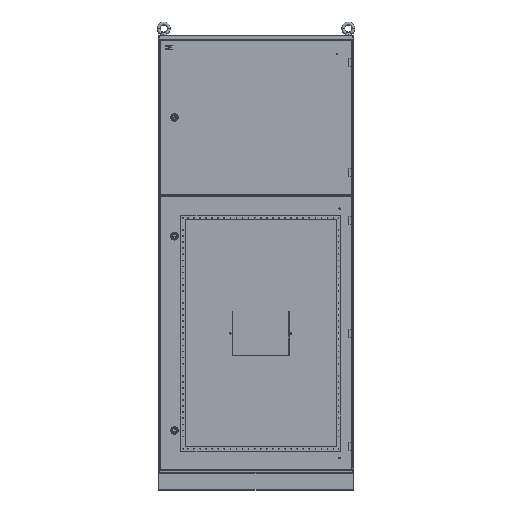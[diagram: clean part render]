
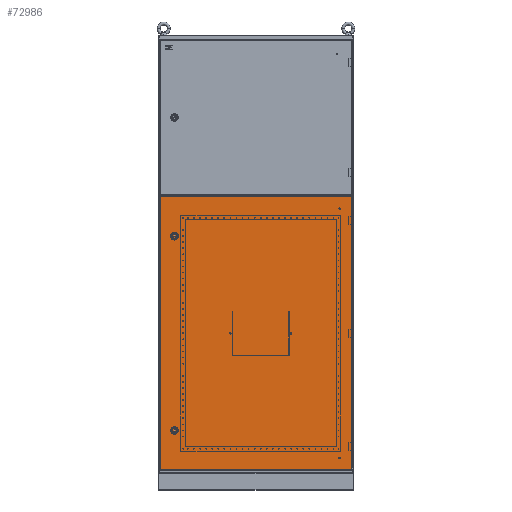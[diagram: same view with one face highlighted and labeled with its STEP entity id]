
A CAD part, top view. The second image highlights one B-rep face of the part: STEP entity #72986.
In plain terms, the highlighted planar face has unit normal (0, 0, 1).
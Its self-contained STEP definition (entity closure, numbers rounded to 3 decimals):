
#2863 = CIRCLE ( 'NONE', #9123, 1.5 ) ;
#3494 = VERTEX_POINT ( 'NONE', #48776 ) ;
#4302 = CARTESIAN_POINT ( 'NONE',  ( 0., 563.5, 0. ) ) ;
#4574 = DIRECTION ( 'NONE',  ( 1., 0., 0. ) ) ;
#5105 = VERTEX_POINT ( 'NONE', #29326 ) ;
#6424 = EDGE_CURVE ( 'NONE', #11898, #45260, #34177, .T. ) ;
#8633 = EDGE_CURVE ( 'NONE', #3494, #73922, #2863, .T. ) ;
#9123 = AXIS2_PLACEMENT_3D ( 'NONE', #11422, #11246, #10950 ) ;
#9409 = LINE ( 'NONE', #48059, #82041 ) ;
#10950 = DIRECTION ( 'NONE',  ( -1., 0., 0. ) ) ;
#11246 = DIRECTION ( 'NONE',  ( 0., 0., 1. ) ) ;
#11422 = CARTESIAN_POINT ( 'NONE',  ( 60., -400., 0. ) ) ;
#11494 = DIRECTION ( 'NONE',  ( -1., 0., 0. ) ) ;
#11664 = VECTOR ( 'NONE', #11494, 1000. ) ;
#11898 = VERTEX_POINT ( 'NONE', #45946 ) ;
#15707 = AXIS2_PLACEMENT_3D ( 'NONE', #64529, #64521, #64406 ) ;
#16870 = CARTESIAN_POINT ( 'NONE',  ( 0., -563.5, 0. ) ) ;
#16988 = EDGE_CURVE ( 'NONE', #51687, #5105, #79434, .T. ) ;
#17323 = AXIS2_PLACEMENT_3D ( 'NONE', #35101, #84339, #42168 ) ;
#17391 = EDGE_CURVE ( 'NONE', #52837, #51687, #25524, .T. ) ;
#18628 = CARTESIAN_POINT ( 'NONE',  ( 0., 0., 0. ) ) ;
#19592 = FACE_BOUND ( 'NONE', #70037, .T. ) ;
#20362 = CIRCLE ( 'NONE', #68063, 1.5 ) ;
#21317 = EDGE_CURVE ( 'NONE', #83281, #52837, #9409, .T. ) ;
#23416 = VECTOR ( 'NONE', #47264, 1000. ) ;
#25524 = LINE ( 'NONE', #16870, #58394 ) ;
#26561 = ORIENTED_EDGE ( 'NONE', *, *, #21317, .T. ) ;
#29326 = CARTESIAN_POINT ( 'NONE',  ( 790.5, 563.5, 0. ) ) ;
#32094 = CARTESIAN_POINT ( 'NONE',  ( 0., 563.5, 0. ) ) ;
#34177 = CIRCLE ( 'NONE', #15707, 1.5 ) ;
#35101 = CARTESIAN_POINT ( 'NONE',  ( 60., -400., 0. ) ) ;
#36554 = EDGE_CURVE ( 'NONE', #73922, #3494, #81107, .T. ) ;
#39771 = ORIENTED_EDGE ( 'NONE', *, *, #16988, .T. ) ;
#40152 = CARTESIAN_POINT ( 'NONE',  ( 60., 400., 0. ) ) ;
#42168 = DIRECTION ( 'NONE',  ( -1., 0., 0. ) ) ;
#42549 = FACE_OUTER_BOUND ( 'NONE', #63724, .T. ) ;
#45260 = VERTEX_POINT ( 'NONE', #76125 ) ;
#45946 = CARTESIAN_POINT ( 'NONE',  ( 61.5, 400., 0. ) ) ;
#46772 = DIRECTION ( 'NONE',  ( 0., 0., 1. ) ) ;
#47264 = DIRECTION ( 'NONE',  ( 0., 1., 0. ) ) ;
#47276 = DIRECTION ( 'NONE',  ( 1., 0., 0. ) ) ;
#48059 = CARTESIAN_POINT ( 'NONE',  ( 0., 563.5, 0. ) ) ;
#48776 = CARTESIAN_POINT ( 'NONE',  ( 61.5, -400., 0. ) ) ;
#49006 = LINE ( 'NONE', #4302, #11664 ) ;
#51687 = VERTEX_POINT ( 'NONE', #56469 ) ;
#52837 = VERTEX_POINT ( 'NONE', #67232 ) ;
#53081 = ORIENTED_EDGE ( 'NONE', *, *, #73723, .T. ) ;
#54267 = CARTESIAN_POINT ( 'NONE',  ( 790.5, 563.5, 0. ) ) ;
#54571 = ORIENTED_EDGE ( 'NONE', *, *, #8633, .F. ) ;
#56469 = CARTESIAN_POINT ( 'NONE',  ( 790.5, -563.5, 0. ) ) ;
#56816 = FACE_BOUND ( 'NONE', #75601, .T. ) ;
#58394 = VECTOR ( 'NONE', #86895, 1000. ) ;
#61759 = ORIENTED_EDGE ( 'NONE', *, *, #17391, .T. ) ;
#63024 = CARTESIAN_POINT ( 'NONE',  ( 58.5, -400., 0. ) ) ;
#63724 = EDGE_LOOP ( 'NONE', ( #26561, #61759, #39771, #53081 ) ) ;
#64406 = DIRECTION ( 'NONE',  ( 1., 0., 0. ) ) ;
#64521 = DIRECTION ( 'NONE',  ( 0., 0., 1. ) ) ;
#64529 = CARTESIAN_POINT ( 'NONE',  ( 60., 400., 0. ) ) ;
#67232 = CARTESIAN_POINT ( 'NONE',  ( 0., -563.5, 0. ) ) ;
#68063 = AXIS2_PLACEMENT_3D ( 'NONE', #40152, #89443, #47276 ) ;
#68952 = DIRECTION ( 'NONE',  ( 0., -1., 0. ) ) ;
#69033 = EDGE_CURVE ( 'NONE', #45260, #11898, #20362, .T. ) ;
#69346 = ORIENTED_EDGE ( 'NONE', *, *, #69033, .F. ) ;
#70037 = EDGE_LOOP ( 'NONE', ( #54571, #91134 ) ) ;
#72986 = ADVANCED_FACE ( 'NONE', ( #19592, #56816, #42549 ), #88964, .T. ) ;
#73723 = EDGE_CURVE ( 'NONE', #5105, #83281, #49006, .T. ) ;
#73922 = VERTEX_POINT ( 'NONE', #63024 ) ;
#75601 = EDGE_LOOP ( 'NONE', ( #87943, #69346 ) ) ;
#76125 = CARTESIAN_POINT ( 'NONE',  ( 58.5, 400., 0. ) ) ;
#79434 = LINE ( 'NONE', #54267, #23416 ) ;
#81107 = CIRCLE ( 'NONE', #17323, 1.5 ) ;
#81710 = AXIS2_PLACEMENT_3D ( 'NONE', #18628, #46772, #4574 ) ;
#82041 = VECTOR ( 'NONE', #68952, 1000. ) ;
#83281 = VERTEX_POINT ( 'NONE', #32094 ) ;
#84339 = DIRECTION ( 'NONE',  ( 0., 0., 1. ) ) ;
#86895 = DIRECTION ( 'NONE',  ( 1., 0., 0. ) ) ;
#87943 = ORIENTED_EDGE ( 'NONE', *, *, #6424, .F. ) ;
#88964 = PLANE ( 'NONE',  #81710 ) ;
#89443 = DIRECTION ( 'NONE',  ( 0., 0., 1. ) ) ;
#91134 = ORIENTED_EDGE ( 'NONE', *, *, #36554, .F. ) ;
